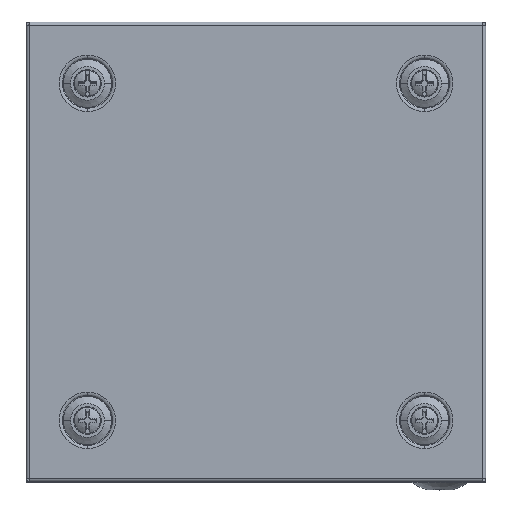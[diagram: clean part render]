
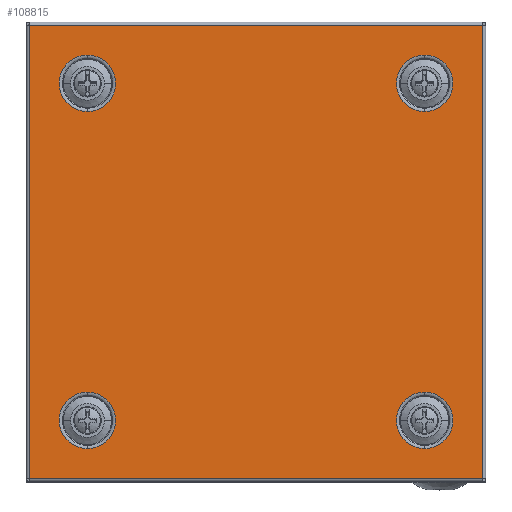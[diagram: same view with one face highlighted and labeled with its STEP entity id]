
A CAD part, top view. The second image highlights one B-rep face of the part: STEP entity #108815.
In plain terms, the highlighted face is planar.
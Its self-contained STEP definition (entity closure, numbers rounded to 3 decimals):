
#22658 = AXIS2_PLACEMENT_3D ( 'NONE', #92857, #92861, #92862 ) ;
#39748 = CIRCLE ( 'NONE', #39755, 9.208 ) ;
#39755 = AXIS2_PLACEMENT_3D ( 'NONE', #78560, #78562, #78563 ) ;
#39844 = CIRCLE ( 'NONE', #39854, 9.208 ) ;
#39854 = AXIS2_PLACEMENT_3D ( 'NONE', #78731, #78733, #78734 ) ;
#39943 = CIRCLE ( 'NONE', #39954, 9.208 ) ;
#39954 = AXIS2_PLACEMENT_3D ( 'NONE', #73584, #73585, #73586 ) ;
#66421 = CARTESIAN_POINT ( 'NONE',  ( -64.208, -55., 0. ) ) ;
#66424 = CARTESIAN_POINT ( 'NONE',  ( -45.792, -55., 0. ) ) ;
#66442 = CARTESIAN_POINT ( 'NONE',  ( 45.792, -55., 0. ) ) ;
#66444 = CARTESIAN_POINT ( 'NONE',  ( 64.208, -55., 0. ) ) ;
#66461 = CARTESIAN_POINT ( 'NONE',  ( -45.792, 55., 0. ) ) ;
#66463 = CARTESIAN_POINT ( 'NONE',  ( -64.208, 55., 0. ) ) ;
#66483 = CARTESIAN_POINT ( 'NONE',  ( 45.792, 55., 0. ) ) ;
#66487 = CARTESIAN_POINT ( 'NONE',  ( 64.208, 55., 0. ) ) ;
#66497 = CARTESIAN_POINT ( 'NONE',  ( 73.9, -73.9, 0. ) ) ;
#66498 = CARTESIAN_POINT ( 'NONE',  ( -73.9, -73.9, 0. ) ) ;
#66499 = CARTESIAN_POINT ( 'NONE',  ( -73.9, 73.9, 0. ) ) ;
#66501 = CARTESIAN_POINT ( 'NONE',  ( 73.9, 73.9, 0. ) ) ;
#66884 = AXIS2_PLACEMENT_3D ( 'NONE', #73738, #73739, #73740 ) ;
#66886 = AXIS2_PLACEMENT_3D ( 'NONE', #73726, #73727, #73728 ) ;
#66894 = CIRCLE ( 'NONE', #66884, 9.208 ) ;
#66896 = CIRCLE ( 'NONE', #66933, 9.208 ) ;
#66902 = VECTOR ( 'NONE', #73737, 1000. ) ;
#66909 = VECTOR ( 'NONE', #73734, 1000. ) ;
#66915 = AXIS2_PLACEMENT_3D ( 'NONE', #73741, #73742, #73743 ) ;
#66917 = CIRCLE ( 'NONE', #66915, 9.208 ) ;
#66921 = VECTOR ( 'NONE', #73731, 1000. ) ;
#66931 = CIRCLE ( 'NONE', #66886, 9.208 ) ;
#66933 = AXIS2_PLACEMENT_3D ( 'NONE', #73722, #73723, #73724 ) ;
#66937 = VECTOR ( 'NONE', #73729, 1000. ) ;
#73584 = CARTESIAN_POINT ( 'NONE',  ( -55., 55., 0. ) ) ;
#73585 = DIRECTION ( 'NONE',  ( 0., 0., -1. ) ) ;
#73586 = DIRECTION ( 'NONE',  ( -1., 0., 0. ) ) ;
#73662 = CARTESIAN_POINT ( 'NONE',  ( 55., 55., 0. ) ) ;
#73663 = DIRECTION ( 'NONE',  ( 0., 0., 1. ) ) ;
#73664 = DIRECTION ( 'NONE',  ( 1., 0., 0. ) ) ;
#73720 = LINE ( 'NONE', #73721, #66937 ) ;
#73721 = CARTESIAN_POINT ( 'NONE',  ( 73.9, 73.9, 0. ) ) ;
#73722 = CARTESIAN_POINT ( 'NONE',  ( 55., -55., 0. ) ) ;
#73723 = DIRECTION ( 'NONE',  ( 0., 0., -1. ) ) ;
#73724 = DIRECTION ( 'NONE',  ( 1., 0., 0. ) ) ;
#73725 = LINE ( 'NONE', #73730, #66921 ) ;
#73726 = CARTESIAN_POINT ( 'NONE',  ( 55., 55., 0. ) ) ;
#73727 = DIRECTION ( 'NONE',  ( 0., 0., 1. ) ) ;
#73728 = DIRECTION ( 'NONE',  ( 1., 0., 0. ) ) ;
#73729 = DIRECTION ( 'NONE',  ( 0., -1., 0. ) ) ;
#73730 = CARTESIAN_POINT ( 'NONE',  ( 74., -73.9, 0. ) ) ;
#73731 = DIRECTION ( 'NONE',  ( -1., 0., 0. ) ) ;
#73732 = LINE ( 'NONE', #73733, #66909 ) ;
#73733 = CARTESIAN_POINT ( 'NONE',  ( -73.9, -73.9, 0. ) ) ;
#73734 = DIRECTION ( 'NONE',  ( 0., 1., 0. ) ) ;
#73735 = LINE ( 'NONE', #73736, #66902 ) ;
#73736 = CARTESIAN_POINT ( 'NONE',  ( -74., 73.9, 0. ) ) ;
#73737 = DIRECTION ( 'NONE',  ( 1., 0., 0. ) ) ;
#73738 = CARTESIAN_POINT ( 'NONE',  ( -55., 55., 0. ) ) ;
#73739 = DIRECTION ( 'NONE',  ( 0., 0., -1. ) ) ;
#73740 = DIRECTION ( 'NONE',  ( -1., 0., 0. ) ) ;
#73741 = CARTESIAN_POINT ( 'NONE',  ( -55., -55., 0. ) ) ;
#73742 = DIRECTION ( 'NONE',  ( 0., 0., 1. ) ) ;
#73743 = DIRECTION ( 'NONE',  ( -1., 0., 0. ) ) ;
#78560 = CARTESIAN_POINT ( 'NONE',  ( -55., -55., 0. ) ) ;
#78562 = DIRECTION ( 'NONE',  ( 0., 0., 1. ) ) ;
#78563 = DIRECTION ( 'NONE',  ( -1., 0., 0. ) ) ;
#78731 = CARTESIAN_POINT ( 'NONE',  ( 55., -55., 0. ) ) ;
#78733 = DIRECTION ( 'NONE',  ( 0., 0., -1. ) ) ;
#78734 = DIRECTION ( 'NONE',  ( 1., 0., 0. ) ) ;
#79979 = EDGE_CURVE ( 'NONE', #94061, #94062, #39748, .T. ) ;
#80040 = EDGE_CURVE ( 'NONE', #94086, #94087, #39844, .T. ) ;
#80100 = EDGE_CURVE ( 'NONE', #94111, #94112, #39943, .T. ) ;
#80161 = EDGE_CURVE ( 'NONE', #94136, #94138, #95315, .T. ) ;
#80208 = EDGE_CURVE ( 'NONE', #94087, #94086, #66896, .T. ) ;
#80210 = EDGE_CURVE ( 'NONE', #94138, #94136, #66931, .T. ) ;
#80212 = EDGE_CURVE ( 'NONE', #94158, #94159, #73720, .T. ) ;
#80215 = EDGE_CURVE ( 'NONE', #94159, #94163, #73725, .T. ) ;
#80217 = EDGE_CURVE ( 'NONE', #94163, #94165, #73732, .T. ) ;
#80219 = EDGE_CURVE ( 'NONE', #94165, #94158, #73735, .T. ) ;
#80222 = EDGE_CURVE ( 'NONE', #94112, #94111, #66894, .T. ) ;
#80224 = EDGE_CURVE ( 'NONE', #94062, #94061, #66917, .T. ) ;
#89865 = AXIS2_PLACEMENT_3D ( 'NONE', #73662, #73663, #73664 ) ;
#92851 = PLANE ( 'NONE',  #22658 ) ;
#92852 = FACE_BOUND ( 'NONE', #105560, .T. ) ;
#92854 = FACE_BOUND ( 'NONE', #105559, .T. ) ;
#92856 = FACE_BOUND ( 'NONE', #105588, .T. ) ;
#92857 = CARTESIAN_POINT ( 'NONE',  ( -74., -74., 0. ) ) ;
#92858 = FACE_OUTER_BOUND ( 'NONE', #105590, .T. ) ;
#92860 = FACE_BOUND ( 'NONE', #105593, .T. ) ;
#92861 = DIRECTION ( 'NONE',  ( 0., 0., 1. ) ) ;
#92862 = DIRECTION ( 'NONE',  ( 1., 0., 0. ) ) ;
#94061 = VERTEX_POINT ( 'NONE', #66421 ) ;
#94062 = VERTEX_POINT ( 'NONE', #66424 ) ;
#94086 = VERTEX_POINT ( 'NONE', #66442 ) ;
#94087 = VERTEX_POINT ( 'NONE', #66444 ) ;
#94111 = VERTEX_POINT ( 'NONE', #66461 ) ;
#94112 = VERTEX_POINT ( 'NONE', #66463 ) ;
#94136 = VERTEX_POINT ( 'NONE', #66487 ) ;
#94138 = VERTEX_POINT ( 'NONE', #66483 ) ;
#94158 = VERTEX_POINT ( 'NONE', #66501 ) ;
#94159 = VERTEX_POINT ( 'NONE', #66497 ) ;
#94163 = VERTEX_POINT ( 'NONE', #66498 ) ;
#94165 = VERTEX_POINT ( 'NONE', #66499 ) ;
#95315 = CIRCLE ( 'NONE', #89865, 9.208 ) ;
#102447 = ORIENTED_EDGE ( 'NONE', *, *, #80208, .F. ) ;
#102449 = ORIENTED_EDGE ( 'NONE', *, *, #80040, .F. ) ;
#102451 = ORIENTED_EDGE ( 'NONE', *, *, #80161, .T. ) ;
#102453 = ORIENTED_EDGE ( 'NONE', *, *, #80210, .T. ) ;
#102455 = ORIENTED_EDGE ( 'NONE', *, *, #80212, .T. ) ;
#102457 = ORIENTED_EDGE ( 'NONE', *, *, #80215, .T. ) ;
#102459 = ORIENTED_EDGE ( 'NONE', *, *, #80217, .T. ) ;
#102461 = ORIENTED_EDGE ( 'NONE', *, *, #80219, .T. ) ;
#102462 = ORIENTED_EDGE ( 'NONE', *, *, #80222, .F. ) ;
#102464 = ORIENTED_EDGE ( 'NONE', *, *, #80100, .F. ) ;
#102465 = ORIENTED_EDGE ( 'NONE', *, *, #79979, .T. ) ;
#102467 = ORIENTED_EDGE ( 'NONE', *, *, #80224, .T. ) ;
#105559 = EDGE_LOOP ( 'NONE', ( #102465, #102467 ) ) ;
#105560 = EDGE_LOOP ( 'NONE', ( #102447, #102449 ) ) ;
#105588 = EDGE_LOOP ( 'NONE', ( #102451, #102453 ) ) ;
#105590 = EDGE_LOOP ( 'NONE', ( #102455, #102457, #102459, #102461 ) ) ;
#105593 = EDGE_LOOP ( 'NONE', ( #102462, #102464 ) ) ;
#108815 = ADVANCED_FACE ( 'NONE', ( #92852, #92856, #92858, #92860, #92854 ), #92851, .F. ) ;
